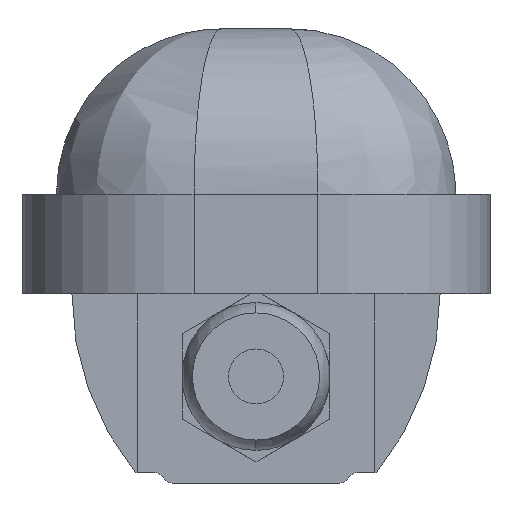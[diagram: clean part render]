
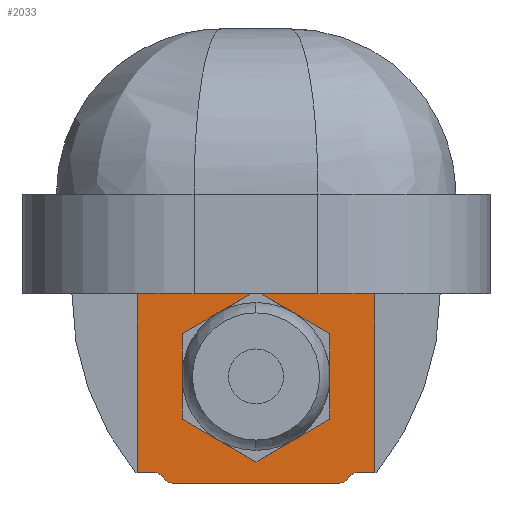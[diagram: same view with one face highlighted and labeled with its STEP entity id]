
A CAD part, left-side view. The second image highlights one B-rep face of the part: STEP entity #2033.
In plain terms, the highlighted planar face has unit normal (-1, 0, 0).
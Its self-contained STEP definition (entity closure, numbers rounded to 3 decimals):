
#1 = CARTESIAN_POINT ( 'NONE',  ( -232., 14.75, -34.75 ) ) ;
#4 = DIRECTION ( 'NONE',  ( 0., 0., 1. ) ) ;
#6 = VERTEX_POINT ( 'NONE', #2387 ) ;
#11 = CARTESIAN_POINT ( 'NONE',  ( -232., 17.25, -7.25 ) ) ;
#13 = LINE ( 'NONE', #2008, #1727 ) ;
#39 = EDGE_CURVE ( 'NONE', #738, #170, #1388, .T. ) ;
#48 = ORIENTED_EDGE ( 'NONE', *, *, #648, .F. ) ;
#106 = DIRECTION ( 'NONE',  ( -1., 0., 0. ) ) ;
#111 = DIRECTION ( 'NONE',  ( -1., 0., 0. ) ) ;
#115 = CARTESIAN_POINT ( 'NONE',  ( -232., 17.25, -33.25 ) ) ;
#134 = VECTOR ( 'NONE', #904, 1000. ) ;
#164 = CIRCLE ( 'NONE', #417, 1.5 ) ;
#170 = VERTEX_POINT ( 'NONE', #1081 ) ;
#190 = DIRECTION ( 'NONE',  ( 0., 1., 0. ) ) ;
#223 = CARTESIAN_POINT ( 'NONE',  ( -232., 0., -31.663 ) ) ;
#241 = CARTESIAN_POINT ( 'NONE',  ( -232., 14.75, -33.25 ) ) ;
#274 = ORIENTED_EDGE ( 'NONE', *, *, #531, .F. ) ;
#281 = DIRECTION ( 'NONE',  ( 1., 0., 0. ) ) ;
#297 = CARTESIAN_POINT ( 'NONE',  ( -232., 26.75, -33.25 ) ) ;
#310 = CARTESIAN_POINT ( 'NONE',  ( -232., 10.75, -25.457 ) ) ;
#365 = DIRECTION ( 'NONE',  ( 0., -1., 0. ) ) ;
#379 = EDGE_CURVE ( 'NONE', #667, #1838, #2122, .T. ) ;
#384 = EDGE_LOOP ( 'NONE', ( #607, #274, #1218, #48, #1026, #1675 ) ) ;
#416 = DIRECTION ( 'NONE',  ( 1., 0., 0. ) ) ;
#417 = AXIS2_PLACEMENT_3D ( 'NONE', #1328, #106, #1939 ) ;
#435 = VERTEX_POINT ( 'NONE', #2297 ) ;
#488 = CARTESIAN_POINT ( 'NONE',  ( -232., 10.75, -25.457 ) ) ;
#500 = CARTESIAN_POINT ( 'NONE',  ( -232., -12.152, -34.75 ) ) ;
#512 = CIRCLE ( 'NONE', #1308, 1.5 ) ;
#531 = EDGE_CURVE ( 'NONE', #1092, #667, #599, .T. ) ;
#548 = ORIENTED_EDGE ( 'NONE', *, *, #2212, .T. ) ;
#578 = LINE ( 'NONE', #2344, #2200 ) ;
#592 = CARTESIAN_POINT ( 'NONE',  ( -232., 17.25, 5.17 ) ) ;
#599 = LINE ( 'NONE', #1009, #765 ) ;
#607 = ORIENTED_EDGE ( 'NONE', *, *, #379, .F. ) ;
#617 = EDGE_CURVE ( 'NONE', #1194, #1164, #512, .T. ) ;
#618 = EDGE_CURVE ( 'NONE', #2024, #1092, #13, .T. ) ;
#621 = CARTESIAN_POINT ( 'NONE',  ( -232., 12.152, -34.75 ) ) ;
#633 = DIRECTION ( 'NONE',  ( 0., 0., -1. ) ) ;
#642 = VECTOR ( 'NONE', #1528, 1000. ) ;
#648 = EDGE_CURVE ( 'NONE', #170, #2024, #1873, .T. ) ;
#667 = VERTEX_POINT ( 'NONE', #488 ) ;
#668 = DIRECTION ( 'NONE',  ( 1., 0., 0. ) ) ;
#716 = VERTEX_POINT ( 'NONE', #500 ) ;
#738 = VERTEX_POINT ( 'NONE', #887 ) ;
#765 = VECTOR ( 'NONE', #1065, 1000. ) ;
#774 = EDGE_CURVE ( 'NONE', #6, #1697, #1074, .T. ) ;
#778 = LINE ( 'NONE', #592, #1422 ) ;
#792 = AXIS2_PLACEMENT_3D ( 'NONE', #297, #668, #2300 ) ;
#810 = CIRCLE ( 'NONE', #1853, 1.5 ) ;
#854 = ORIENTED_EDGE ( 'NONE', *, *, #1459, .T. ) ;
#862 = EDGE_CURVE ( 'NONE', #1194, #2009, #1365, .T. ) ;
#867 = CIRCLE ( 'NONE', #955, 1.5 ) ;
#876 = ORIENTED_EDGE ( 'NONE', *, *, #862, .F. ) ;
#887 = CARTESIAN_POINT ( 'NONE',  ( -232., -10.75, -25.457 ) ) ;
#896 = EDGE_LOOP ( 'NONE', ( #1228, #548, #2422, #1152, #1275, #1359, #854, #1617, #1871, #876, #1397, #1736 ) ) ;
#904 = DIRECTION ( 'NONE',  ( 0., -0.866, -0.5 ) ) ;
#947 = EDGE_CURVE ( 'NONE', #1064, #435, #810, .T. ) ;
#955 = AXIS2_PLACEMENT_3D ( 'NONE', #2477, #1678, #1296 ) ;
#958 = CARTESIAN_POINT ( 'NONE',  ( -232., 26.75, -33.25 ) ) ;
#1009 = CARTESIAN_POINT ( 'NONE',  ( -232., 10.75, -13.043 ) ) ;
#1026 = ORIENTED_EDGE ( 'NONE', *, *, #39, .F. ) ;
#1064 = VERTEX_POINT ( 'NONE', #2358 ) ;
#1065 = DIRECTION ( 'NONE',  ( 0., 0., -1. ) ) ;
#1074 = LINE ( 'NONE', #2542, #1476 ) ;
#1081 = CARTESIAN_POINT ( 'NONE',  ( -232., -10.75, -13.043 ) ) ;
#1092 = VERTEX_POINT ( 'NONE', #1752 ) ;
#1152 = ORIENTED_EDGE ( 'NONE', *, *, #2307, .F. ) ;
#1164 = VERTEX_POINT ( 'NONE', #1621 ) ;
#1175 = CARTESIAN_POINT ( 'NONE',  ( -232., -10., -7.25 ) ) ;
#1181 = CARTESIAN_POINT ( 'NONE',  ( -232., 26.75, -7.25 ) ) ;
#1194 = VERTEX_POINT ( 'NONE', #241 ) ;
#1211 = DIRECTION ( 'NONE',  ( 0., 0., -1. ) ) ;
#1218 = ORIENTED_EDGE ( 'NONE', *, *, #618, .F. ) ;
#1228 = ORIENTED_EDGE ( 'NONE', *, *, #1545, .T. ) ;
#1260 = VECTOR ( 'NONE', #1759, 1000. ) ;
#1275 = ORIENTED_EDGE ( 'NONE', *, *, #1712, .F. ) ;
#1291 = FACE_OUTER_BOUND ( 'NONE', #896, .T. ) ;
#1296 = DIRECTION ( 'NONE',  ( 0., 0., -1. ) ) ;
#1308 = AXIS2_PLACEMENT_3D ( 'NONE', #1, #416, #1211 ) ;
#1326 = VERTEX_POINT ( 'NONE', #2505 ) ;
#1328 = CARTESIAN_POINT ( 'NONE',  ( -232., -12.152, -33.25 ) ) ;
#1333 = DIRECTION ( 'NONE',  ( 0., 0., -1. ) ) ;
#1348 = CIRCLE ( 'NONE', #1927, 14.5 ) ;
#1359 = ORIENTED_EDGE ( 'NONE', *, *, #1418, .T. ) ;
#1362 = CARTESIAN_POINT ( 'NONE',  ( -232., 13.25, -34.75 ) ) ;
#1365 = LINE ( 'NONE', #958, #1260 ) ;
#1388 = LINE ( 'NONE', #1988, #1573 ) ;
#1393 = VECTOR ( 'NONE', #365, 1000. ) ;
#1397 = ORIENTED_EDGE ( 'NONE', *, *, #617, .T. ) ;
#1409 = DIRECTION ( 'NONE',  ( 0., 0., -1. ) ) ;
#1411 = LINE ( 'NONE', #2402, #1520 ) ;
#1418 = EDGE_CURVE ( 'NONE', #1690, #1561, #1735, .T. ) ;
#1422 = VECTOR ( 'NONE', #1409, 1000. ) ;
#1459 = EDGE_CURVE ( 'NONE', #1561, #6, #1348, .T. ) ;
#1476 = VECTOR ( 'NONE', #2128, 1000. ) ;
#1520 = VECTOR ( 'NONE', #633, 1000. ) ;
#1524 = FACE_BOUND ( 'NONE', #384, .T. ) ;
#1528 = DIRECTION ( 'NONE',  ( 0., 0.866, 0.5 ) ) ;
#1545 = EDGE_CURVE ( 'NONE', #2322, #716, #2523, .T. ) ;
#1561 = VERTEX_POINT ( 'NONE', #1175 ) ;
#1573 = VECTOR ( 'NONE', #4, 1000. ) ;
#1617 = ORIENTED_EDGE ( 'NONE', *, *, #774, .T. ) ;
#1621 = CARTESIAN_POINT ( 'NONE',  ( -232., 13.451, -34. ) ) ;
#1666 = VECTOR ( 'NONE', #1761, 1000. ) ;
#1675 = ORIENTED_EDGE ( 'NONE', *, *, #2398, .F. ) ;
#1678 = DIRECTION ( 'NONE',  ( -1., 0., 0. ) ) ;
#1690 = VERTEX_POINT ( 'NONE', #2228 ) ;
#1697 = VERTEX_POINT ( 'NONE', #11 ) ;
#1709 = DIRECTION ( 'NONE',  ( 0., 0., 1. ) ) ;
#1712 = EDGE_CURVE ( 'NONE', #1690, #1326, #1411, .T. ) ;
#1727 = VECTOR ( 'NONE', #2437, 1000. ) ;
#1735 = LINE ( 'NONE', #1181, #2406 ) ;
#1736 = ORIENTED_EDGE ( 'NONE', *, *, #2092, .T. ) ;
#1752 = CARTESIAN_POINT ( 'NONE',  ( -232., 10.75, -13.043 ) ) ;
#1759 = DIRECTION ( 'NONE',  ( 0., 1., 0. ) ) ;
#1761 = DIRECTION ( 'NONE',  ( 0., -0.866, 0.5 ) ) ;
#1838 = VERTEX_POINT ( 'NONE', #223 ) ;
#1853 = AXIS2_PLACEMENT_3D ( 'NONE', #2459, #281, #1333 ) ;
#1871 = ORIENTED_EDGE ( 'NONE', *, *, #2367, .T. ) ;
#1873 = LINE ( 'NONE', #1899, #642 ) ;
#1899 = CARTESIAN_POINT ( 'NONE',  ( -232., -10.75, -13.043 ) ) ;
#1927 = AXIS2_PLACEMENT_3D ( 'NONE', #2099, #111, #1709 ) ;
#1939 = DIRECTION ( 'NONE',  ( 0., 0., -1. ) ) ;
#1964 = CARTESIAN_POINT ( 'NONE',  ( -232., 0., -31.663 ) ) ;
#1981 = DIRECTION ( 'NONE',  ( 0., 1., 0. ) ) ;
#1988 = CARTESIAN_POINT ( 'NONE',  ( -232., -10.75, -25.457 ) ) ;
#2003 = LINE ( 'NONE', #1964, #1666 ) ;
#2008 = CARTESIAN_POINT ( 'NONE',  ( -232., 0., -6.837 ) ) ;
#2009 = VERTEX_POINT ( 'NONE', #115 ) ;
#2024 = VERTEX_POINT ( 'NONE', #2063 ) ;
#2033 = ADVANCED_FACE ( 'NONE', ( #1291, #1524 ), #2284, .F. ) ;
#2063 = CARTESIAN_POINT ( 'NONE',  ( -232., 0., -6.837 ) ) ;
#2092 = EDGE_CURVE ( 'NONE', #1164, #2322, #867, .T. ) ;
#2099 = CARTESIAN_POINT ( 'NONE',  ( -232., 0., -17.75 ) ) ;
#2122 = LINE ( 'NONE', #310, #134 ) ;
#2128 = DIRECTION ( 'NONE',  ( 0., 1., 0. ) ) ;
#2200 = VECTOR ( 'NONE', #190, 1000. ) ;
#2212 = EDGE_CURVE ( 'NONE', #716, #1064, #164, .T. ) ;
#2228 = CARTESIAN_POINT ( 'NONE',  ( -232., -17.25, -7.25 ) ) ;
#2284 = PLANE ( 'NONE',  #792 ) ;
#2297 = CARTESIAN_POINT ( 'NONE',  ( -232., -14.75, -33.25 ) ) ;
#2300 = DIRECTION ( 'NONE',  ( 0., 0., -1. ) ) ;
#2307 = EDGE_CURVE ( 'NONE', #1326, #435, #578, .T. ) ;
#2322 = VERTEX_POINT ( 'NONE', #621 ) ;
#2344 = CARTESIAN_POINT ( 'NONE',  ( -232., 26.75, -33.25 ) ) ;
#2358 = CARTESIAN_POINT ( 'NONE',  ( -232., -13.451, -34. ) ) ;
#2367 = EDGE_CURVE ( 'NONE', #1697, #2009, #778, .T. ) ;
#2387 = CARTESIAN_POINT ( 'NONE',  ( -232., 10., -7.25 ) ) ;
#2398 = EDGE_CURVE ( 'NONE', #1838, #738, #2003, .T. ) ;
#2402 = CARTESIAN_POINT ( 'NONE',  ( -232., -17.25, 5.17 ) ) ;
#2406 = VECTOR ( 'NONE', #1981, 1000. ) ;
#2422 = ORIENTED_EDGE ( 'NONE', *, *, #947, .T. ) ;
#2437 = DIRECTION ( 'NONE',  ( 0., 0.866, -0.5 ) ) ;
#2459 = CARTESIAN_POINT ( 'NONE',  ( -232., -14.75, -34.75 ) ) ;
#2477 = CARTESIAN_POINT ( 'NONE',  ( -232., 12.152, -33.25 ) ) ;
#2505 = CARTESIAN_POINT ( 'NONE',  ( -232., -17.25, -33.25 ) ) ;
#2523 = LINE ( 'NONE', #1362, #1393 ) ;
#2542 = CARTESIAN_POINT ( 'NONE',  ( -232., 26.75, -7.25 ) ) ;
